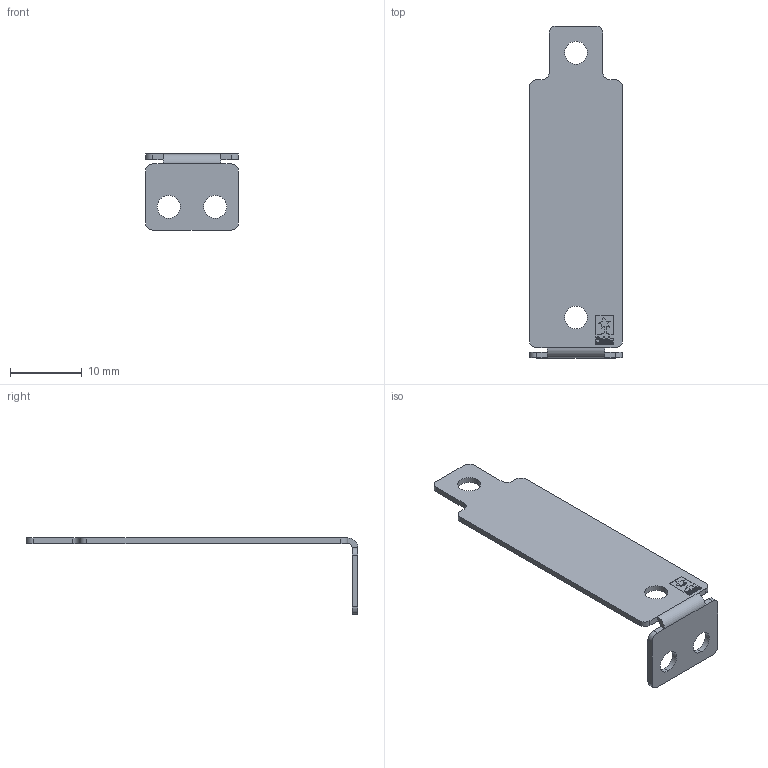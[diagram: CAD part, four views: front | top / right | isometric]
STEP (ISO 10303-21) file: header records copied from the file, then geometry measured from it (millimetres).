
FILE_DESCRIPTION (( 'STEP AP214' ), '1' );
FILE_NAME ('bkt11c.step', '2016-03-02T22:00:32', ( '' ), ( '' ), 'SwSTEP 2.0', 'SolidWorks 2015', '' );
FILE_SCHEMA (( 'AUTOMOTIVE_DESIGN' ));
Length unit declared in the file: millimetre
Products named in the file (1): bkt11c
Bounding box: 13 x 46.4 x 10.65 mm (x, y, z)
Volume: 513.8 mm3; surface area: 1433.6 mm2
Topology: 1 solids, 1 shells, 289 faces, 771 edges, 512 vertices
Faces by surface type: plane 169, bspline 98, cylinder 22
Entity records: 12091 total; most frequent: CARTESIAN_POINT 5459, ORIENTED_EDGE 1542, DIRECTION 1003, EDGE_CURVE 771, VECTOR 531, LINE 531, VERTEX_POINT 512, EDGE_LOOP 325
